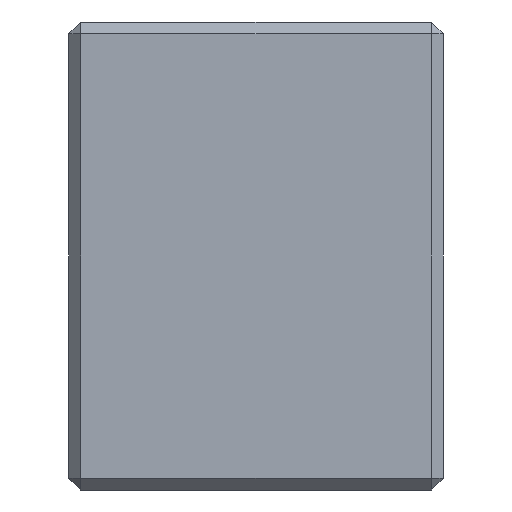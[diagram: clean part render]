
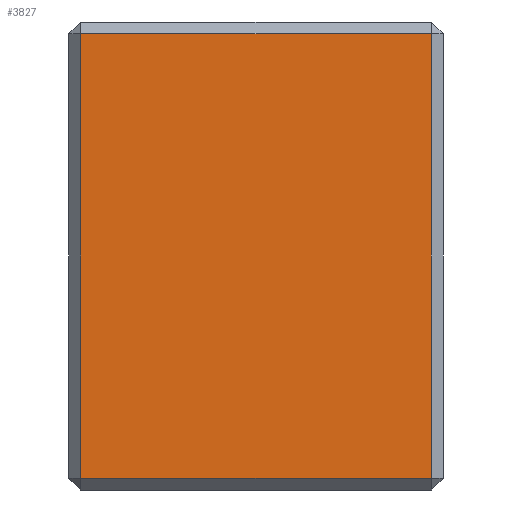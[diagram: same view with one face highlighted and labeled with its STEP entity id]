
A CAD part, left-side view. The second image highlights one B-rep face of the part: STEP entity #3827.
In plain terms, the highlighted planar face has unit normal (-1, 0, 0).
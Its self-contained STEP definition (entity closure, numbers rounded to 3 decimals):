
#21 = VECTOR ( 'NONE', #447, 1000. ) ;
#109 = VERTEX_POINT ( 'NONE', #2526 ) ;
#263 = AXIS2_PLACEMENT_3D ( 'NONE', #3488, #565, #6490 ) ;
#415 = FACE_OUTER_BOUND ( 'NONE', #2303, .T. ) ;
#447 = DIRECTION ( 'NONE',  ( 0., -1., 0. ) ) ;
#565 = DIRECTION ( 'NONE',  ( 1., 0., 0. ) ) ;
#616 = LINE ( 'NONE', #710, #6420 ) ;
#710 = CARTESIAN_POINT ( 'NONE',  ( -251.942, 8., 9.5 ) ) ;
#755 = EDGE_CURVE ( 'NONE', #109, #4911, #3324, .T. ) ;
#933 = DIRECTION ( 'NONE',  ( 0., 0., -1. ) ) ;
#1189 = CARTESIAN_POINT ( 'NONE',  ( -251.942, 7.5, 9.5 ) ) ;
#1759 = PLANE ( 'NONE',  #263 ) ;
#1830 = ORIENTED_EDGE ( 'NONE', *, *, #755, .T. ) ;
#2150 = VECTOR ( 'NONE', #933, 1000. ) ;
#2240 = CARTESIAN_POINT ( 'NONE',  ( -251.942, -4., -9.5 ) ) ;
#2303 = EDGE_LOOP ( 'NONE', ( #7410, #1830, #5777, #6539 ) ) ;
#2523 = DIRECTION ( 'NONE',  ( 0., 1., 0. ) ) ;
#2526 = CARTESIAN_POINT ( 'NONE',  ( -251.942, 7.5, -9.5 ) ) ;
#2531 = VECTOR ( 'NONE', #2960, 1000. ) ;
#2834 = VERTEX_POINT ( 'NONE', #6428 ) ;
#2960 = DIRECTION ( 'NONE',  ( 0., 0., 1. ) ) ;
#3019 = CARTESIAN_POINT ( 'NONE',  ( -251.942, -7.5, 10. ) ) ;
#3151 = EDGE_CURVE ( 'NONE', #3323, #109, #3712, .T. ) ;
#3323 = VERTEX_POINT ( 'NONE', #1189 ) ;
#3324 = LINE ( 'NONE', #2240, #21 ) ;
#3488 = CARTESIAN_POINT ( 'NONE',  ( -251.942, -4., 10. ) ) ;
#3712 = LINE ( 'NONE', #6762, #2150 ) ;
#3799 = LINE ( 'NONE', #3019, #2531 ) ;
#3827 = ADVANCED_FACE ( 'NONE', ( #415 ), #1759, .F. ) ;
#4239 = EDGE_CURVE ( 'NONE', #4911, #2834, #3799, .T. ) ;
#4852 = CARTESIAN_POINT ( 'NONE',  ( -251.942, -7.5, -9.5 ) ) ;
#4911 = VERTEX_POINT ( 'NONE', #4852 ) ;
#5777 = ORIENTED_EDGE ( 'NONE', *, *, #4239, .T. ) ;
#5904 = EDGE_CURVE ( 'NONE', #2834, #3323, #616, .T. ) ;
#6420 = VECTOR ( 'NONE', #2523, 1000. ) ;
#6428 = CARTESIAN_POINT ( 'NONE',  ( -251.942, -7.5, 9.5 ) ) ;
#6490 = DIRECTION ( 'NONE',  ( 0., 0., -1. ) ) ;
#6539 = ORIENTED_EDGE ( 'NONE', *, *, #5904, .T. ) ;
#6762 = CARTESIAN_POINT ( 'NONE',  ( -251.942, 7.5, 10. ) ) ;
#7410 = ORIENTED_EDGE ( 'NONE', *, *, #3151, .T. ) ;
